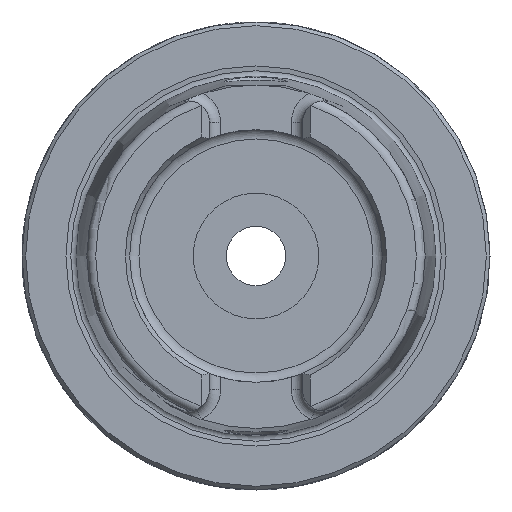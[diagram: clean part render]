
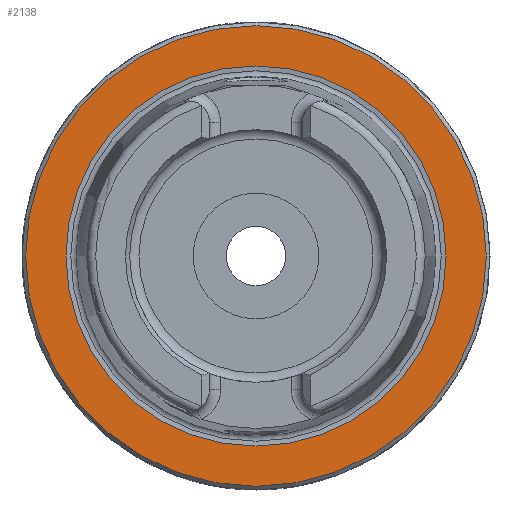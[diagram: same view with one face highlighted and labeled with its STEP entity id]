
A CAD part, left-side view. The second image highlights one B-rep face of the part: STEP entity #2138.
In plain terms, the highlighted planar face has unit normal (-1, 0, 0).
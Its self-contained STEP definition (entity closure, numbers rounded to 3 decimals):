
#70=PLANE('',#2403);
#109=FACE_BOUND('',#481,.T.);
#343=FACE_OUTER_BOUND('',#480,.T.);
#480=EDGE_LOOP('',(#1985));
#481=EDGE_LOOP('',(#1986));
#824=CIRCLE('',#2402,25.588);
#825=CIRCLE('',#2404,31.);
#1035=VERTEX_POINT('',#4927);
#1036=VERTEX_POINT('',#4931);
#1353=EDGE_CURVE('',#1035,#1035,#824,.T.);
#1354=EDGE_CURVE('',#1036,#1036,#825,.T.);
#1985=ORIENTED_EDGE('',*,*,#1354,.F.);
#1986=ORIENTED_EDGE('',*,*,#1353,.T.);
#2138=ADVANCED_FACE('',(#343,#109),#70,.T.);
#2402=AXIS2_PLACEMENT_3D('',#4929,#2996,#2997);
#2403=AXIS2_PLACEMENT_3D('',#4930,#2998,#2999);
#2404=AXIS2_PLACEMENT_3D('',#4932,#3000,#3001);
#2996=DIRECTION('center_axis',(1.,0.,0.));
#2997=DIRECTION('ref_axis',(0.,0.,-1.));
#2998=DIRECTION('center_axis',(-1.,0.,0.));
#2999=DIRECTION('ref_axis',(0.,0.,1.));
#3000=DIRECTION('center_axis',(1.,0.,0.));
#3001=DIRECTION('ref_axis',(0.,0.,-1.));
#4927=CARTESIAN_POINT('',(0.,-25.588,0.));
#4929=CARTESIAN_POINT('Origin',(0.,0.,0.));
#4930=CARTESIAN_POINT('Origin',(0.,31.,0.));
#4931=CARTESIAN_POINT('',(0.,-31.,0.));
#4932=CARTESIAN_POINT('Origin',(0.,0.,0.));
